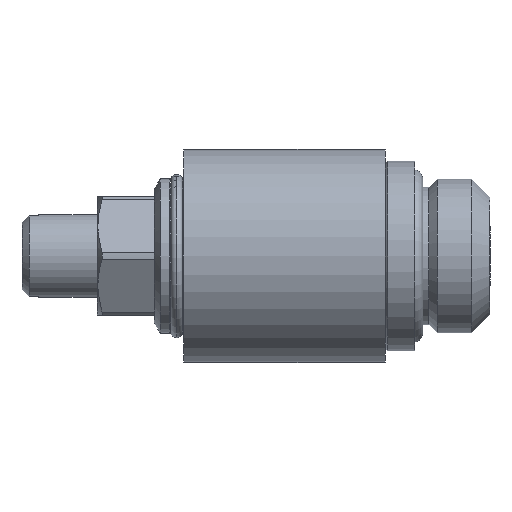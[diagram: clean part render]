
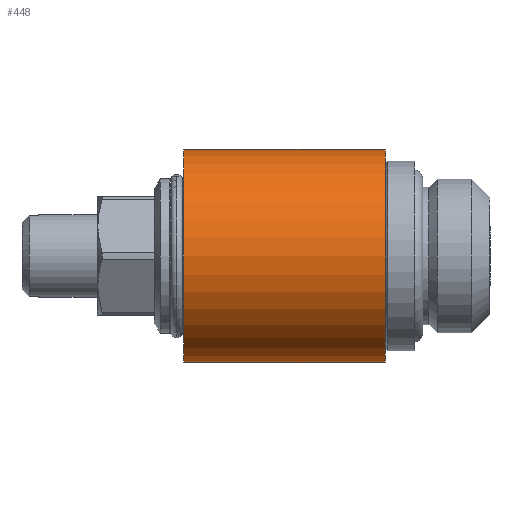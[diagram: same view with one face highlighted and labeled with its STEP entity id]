
A CAD part, left-side view. The second image highlights one B-rep face of the part: STEP entity #448.
In plain terms, the highlighted cylindrical face has radius 9 mm (diameter 18 mm), a partial arc.
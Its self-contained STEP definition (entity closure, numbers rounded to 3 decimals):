
#285 = VERTEX_POINT ( 'NONE', #1742 ) ;
#286 = VERTEX_POINT ( 'NONE', #1741 ) ;
#288 = EDGE_CURVE ( 'NONE', #285, #289, #1632, .T. ) ;
#289 = VERTEX_POINT ( 'NONE', #1622 ) ;
#329 = EDGE_CURVE ( 'NONE', #289, #347, #1609, .T. ) ;
#347 = VERTEX_POINT ( 'NONE', #1668 ) ;
#349 = EDGE_CURVE ( 'NONE', #286, #347, #1667, .T. ) ;
#435 = ORIENTED_EDGE ( 'NONE', *, *, #349, .T. ) ;
#436 = ORIENTED_EDGE ( 'NONE', *, *, #329, .F. ) ;
#446 = EDGE_CURVE ( 'NONE', #286, #285, #2585, .T. ) ;
#448 = ADVANCED_FACE ( 'NONE', ( #2576 ), #2575, .T. ) ;
#449 = EDGE_LOOP ( 'NONE', ( #450, #451, #435, #436 ) ) ;
#450 = ORIENTED_EDGE ( 'NONE', *, *, #288, .F. ) ;
#451 = ORIENTED_EDGE ( 'NONE', *, *, #446, .F. ) ;
#1605 = DIRECTION ( 'NONE',  ( 0., 0., 1. ) ) ;
#1606 = DIRECTION ( 'NONE',  ( 0., 1., 0. ) ) ;
#1607 = CARTESIAN_POINT ( 'NONE',  ( 0., 26.2, 0. ) ) ;
#1608 = AXIS2_PLACEMENT_3D ( 'NONE', #1607, #1606, #1605 ) ;
#1609 = CIRCLE ( 'NONE', #1608, 9. ) ;
#1622 = CARTESIAN_POINT ( 'NONE',  ( 0., 26.2, -9. ) ) ;
#1629 = DIRECTION ( 'NONE',  ( 0., 1., 0. ) ) ;
#1630 = VECTOR ( 'NONE', #1629, 1000. ) ;
#1631 = CARTESIAN_POINT ( 'NONE',  ( 0., 31.286, -9. ) ) ;
#1632 = LINE ( 'NONE', #1631, #1630 ) ;
#1664 = DIRECTION ( 'NONE',  ( 0., 1., 0. ) ) ;
#1665 = VECTOR ( 'NONE', #1664, 1000. ) ;
#1666 = CARTESIAN_POINT ( 'NONE',  ( 0., 31.286, 9. ) ) ;
#1667 = LINE ( 'NONE', #1666, #1665 ) ;
#1668 = CARTESIAN_POINT ( 'NONE',  ( 0., 26.2, 9. ) ) ;
#1741 = CARTESIAN_POINT ( 'NONE',  ( 0., 9.2, 9. ) ) ;
#1742 = CARTESIAN_POINT ( 'NONE',  ( 0., 9.2, -9. ) ) ;
#2570 = DIRECTION ( 'NONE',  ( 0., 0., 1. ) ) ;
#2571 = DIRECTION ( 'NONE',  ( 0., 1., 0. ) ) ;
#2572 = AXIS2_PLACEMENT_3D ( 'NONE', #2574, #2571, #2570 ) ;
#2574 = CARTESIAN_POINT ( 'NONE',  ( 0., 31.286, 0. ) ) ;
#2575 = CYLINDRICAL_SURFACE ( 'NONE', #2572, 9. ) ;
#2576 = FACE_OUTER_BOUND ( 'NONE', #449, .T. ) ;
#2577 = DIRECTION ( 'NONE',  ( 0., 0., -1. ) ) ;
#2578 = DIRECTION ( 'NONE',  ( 0., -1., 0. ) ) ;
#2579 = CARTESIAN_POINT ( 'NONE',  ( 0., 9.2, 0. ) ) ;
#2580 = AXIS2_PLACEMENT_3D ( 'NONE', #2579, #2578, #2577 ) ;
#2585 = CIRCLE ( 'NONE', #2580, 9. ) ;
